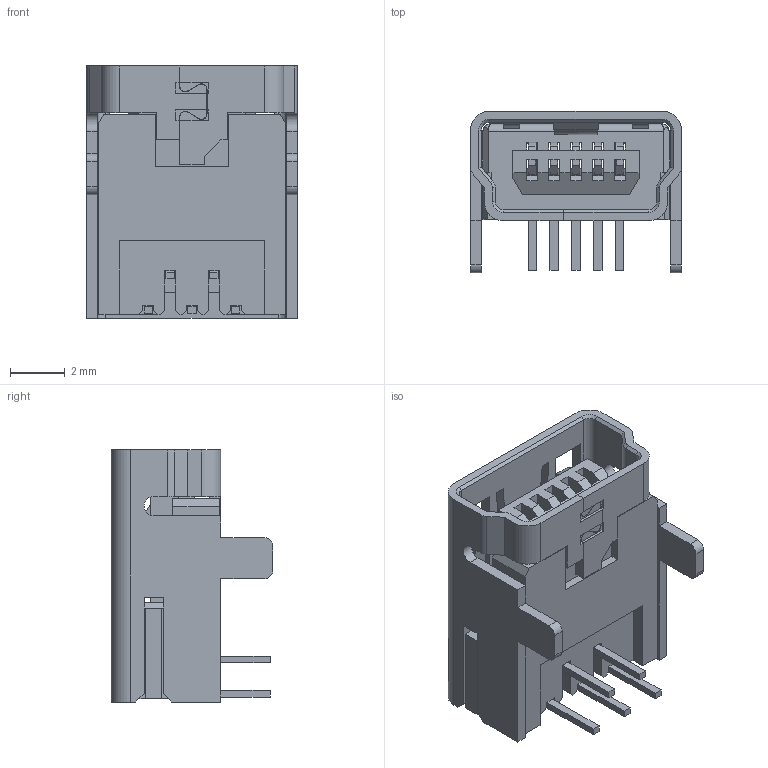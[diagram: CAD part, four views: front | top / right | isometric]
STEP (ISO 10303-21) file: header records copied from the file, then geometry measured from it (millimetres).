
FILE_DESCRIPTION (( 'STEP AP214' ), '1' );
FILE_NAME ('54-00019.STEP', '2023-07-05T05:13:15', ( '' ), ( '' ), 'SwSTEP 2.0', 'SolidWorks 2017', '' );
FILE_SCHEMA (( 'AUTOMOTIVE_DESIGN' ));
Length unit declared in the file: millimetre
Products named in the file (9): 54-00019_insulator; 54-00019; 54-00019_pin1; 54-00019_pin3; 54-00019_pin2; 54-00019_shell; 54-00019_pin5; 54-00019_pin4
Assembly tree (8 placements, depth 3):
  54-00019
    54-00019
      54-00019_shell
      54-00019_insulator
      54-00019_pin5
      54-00019_pin4
      54-00019_pin3
      54-00019_pin2
      54-00019_pin1
Bounding box: 7.7 x 5.9 x 9.2 mm (x, y, z)
Volume: 143.2 mm3; surface area: 732.5 mm2
Topology: 7 solids, 7 shells, 603 faces, 1790 edges, 1180 vertices
Faces by surface type: plane 447, cylinder 148, cone 6, bspline 2
Entity records: 25369 total; most frequent: CARTESIAN_POINT 3727, ORIENTED_EDGE 3576, DIRECTION 3294, EDGE_CURVE 1788, VECTOR 1484, LINE 1484, VERTEX_POINT 1180, AXIS2_PLACEMENT_3D 905
